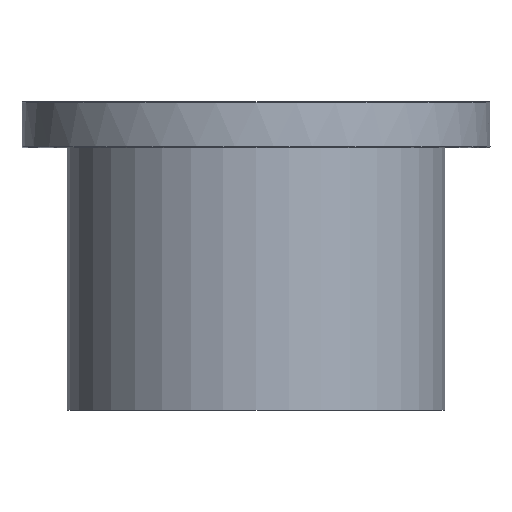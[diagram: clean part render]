
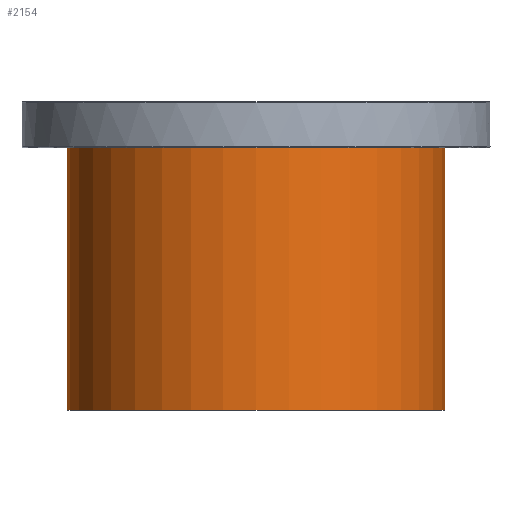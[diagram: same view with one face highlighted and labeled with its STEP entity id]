
A CAD part, front view. The second image highlights one B-rep face of the part: STEP entity #2154.
In plain terms, the highlighted cylindrical face has radius 102 mm (diameter 204 mm), a full revolution.
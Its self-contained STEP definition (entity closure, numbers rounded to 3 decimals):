
#2092=CARTESIAN_POINT('',(102.,0.,342.5));
#2093=VERTEX_POINT('',#2092);
#2094=CARTESIAN_POINT('',(0.0,0.0,342.5));
#2095=DIRECTION('',(0.0,0.0,1.0));
#2096=DIRECTION('',(-1.0,0.0,0.0));
#2097=AXIS2_PLACEMENT_3D('',#2094,#2095,#2096);
#2098=CIRCLE('',#2097,102.);
#2099=EDGE_CURVE('',#2093,#2093,#2098,.T.);
#2135=CARTESIAN_POINT('',(0.0,0.0,0.0));
#2136=DIRECTION('',(0.0,0.0,1.0));
#2137=DIRECTION('',(-1.0,0.0,0.0));
#2138=AXIS2_PLACEMENT_3D('',#2135,#2136,#2137);
#2139=CYLINDRICAL_SURFACE('',#2138,102.);
#2140=ORIENTED_EDGE('',*,*,#2099,.T.);
#2141=EDGE_LOOP('',(#2140));
#2142=FACE_OUTER_BOUND('',#2141,.T.);
#2143=CARTESIAN_POINT('',(102.,0.,500.0));
#2144=VERTEX_POINT('',#2143);
#2145=CARTESIAN_POINT('',(0.0,0.0,500.0));
#2146=DIRECTION('',(0.0,0.0,-1.0));
#2147=DIRECTION('',(-1.0,0.0,0.0));
#2148=AXIS2_PLACEMENT_3D('',#2145,#2146,#2147);
#2149=CIRCLE('',#2148,102.);
#2150=EDGE_CURVE('',#2144,#2144,#2149,.T.);
#2151=ORIENTED_EDGE('',*,*,#2150,.T.);
#2152=EDGE_LOOP('',(#2151));
#2153=FACE_BOUND('',#2152,.T.);
#2154=ADVANCED_FACE('',(#2142,#2153),#2139,.T.);
